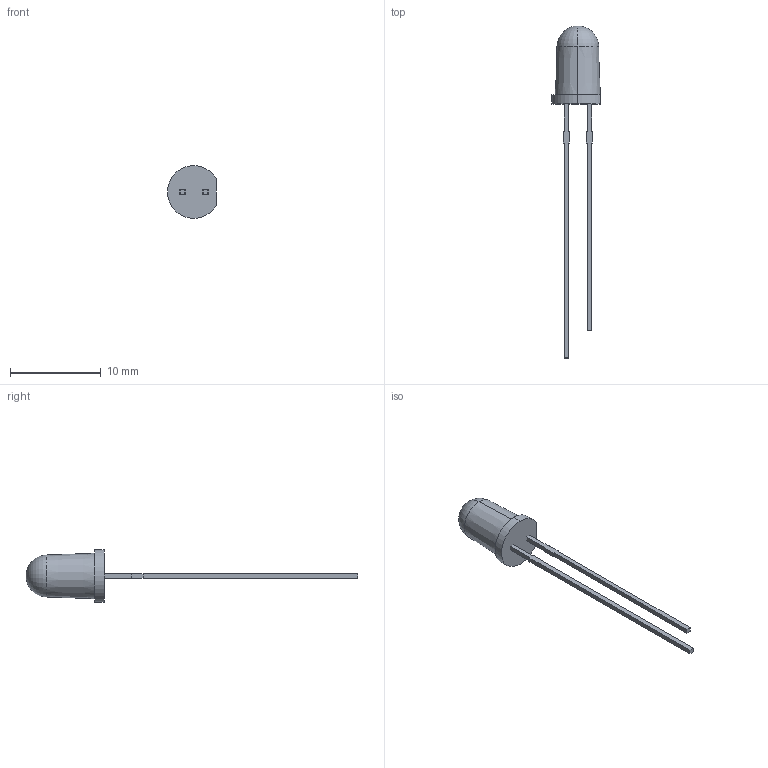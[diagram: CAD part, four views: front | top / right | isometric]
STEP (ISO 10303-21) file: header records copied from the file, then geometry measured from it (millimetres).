
FILE_DESCRIPTION (( 'STEP AP214' ), '1' );
FILE_NAME ('User Library-LED DETAIL 5MM.STEP', '2014-01-04T21:31:02', ( 'Windows User' ), ( '' ), 'SwSTEP 2.0', 'SolidWorks 2014', '' );
FILE_SCHEMA (( 'AUTOMOTIVE_DESIGN' ));
Length unit declared in the file: millimetre
Products named in the file (1): User Library-LED DETAIL 5MM
Bounding box: 5.4 x 36.6 x 5.8 mm (x, y, z)
Volume: 164.3 mm3; surface area: 335.8 mm2
Topology: 3 solids, 3 shells, 76 faces, 198 edges, 128 vertices
Faces by surface type: plane 52, cylinder 11, bspline 6, torus 3, cone 2, sphere 2
Entity records: 3788 total; most frequent: CARTESIAN_POINT 1240, ORIENTED_EDGE 392, DIRECTION 336, EDGE_CURVE 196, VECTOR 138, LINE 138, VERTEX_POINT 128, AXIS2_PLACEMENT_3D 99
